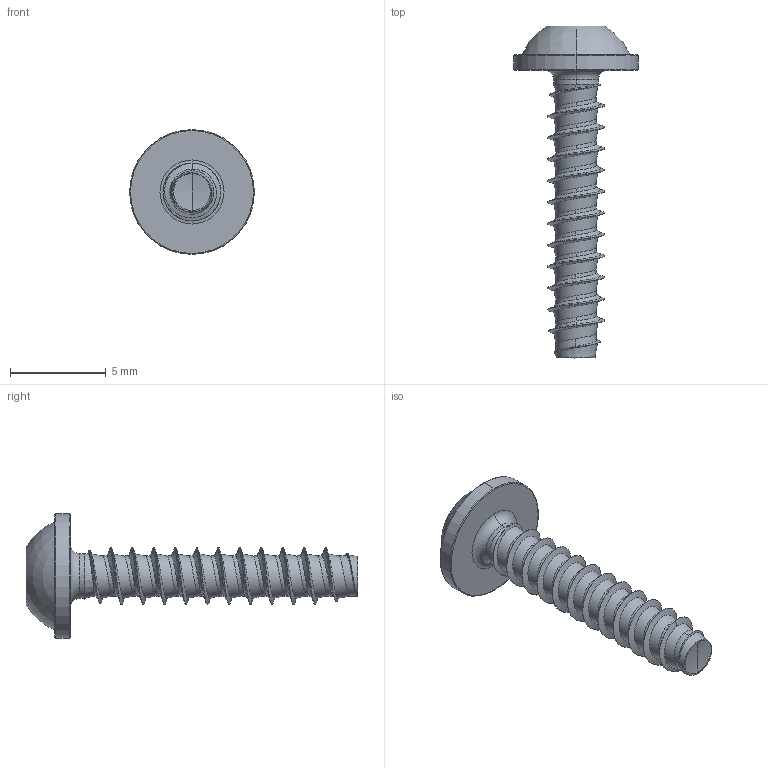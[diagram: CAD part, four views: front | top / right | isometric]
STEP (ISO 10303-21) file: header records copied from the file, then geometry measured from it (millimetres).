
FILE_DESCRIPTION (( 'STEP AP203' ), '1' );
FILE_NAME ('STP380300150.STEP', '2017-08-15T17:36:03', ( '' ), ( '' ), 'SwSTEP 2.0', 'SolidWorks 2015', '' );
FILE_SCHEMA (( 'CONFIG_CONTROL_DESIGN' ));
Length unit declared in the file: millimetre
Products named in the file (1): STP380300150
Bounding box: 6.5 x 17.3 x 6.5 mm (x, y, z)
Volume: 106.3 mm3; surface area: 263.7 mm2
Topology: 1 solids, 1 shells, 112 faces, 279 edges, 170 vertices
Faces by surface type: cylinder 51, bspline 35, cone 11, torus 8, sphere 4, plane 3
Entity records: 20366 total; most frequent: CARTESIAN_POINT 18030, ORIENTED_EDGE 554, DIRECTION 360, EDGE_CURVE 277, VERTEX_POINT 170, AXIS2_PLACEMENT_3D 147, B_SPLINE_CURVE_WITH_KNOTS 117, EDGE_LOOP 115
